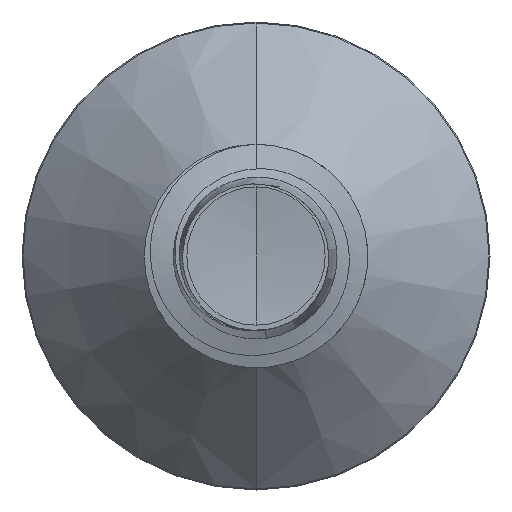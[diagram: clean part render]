
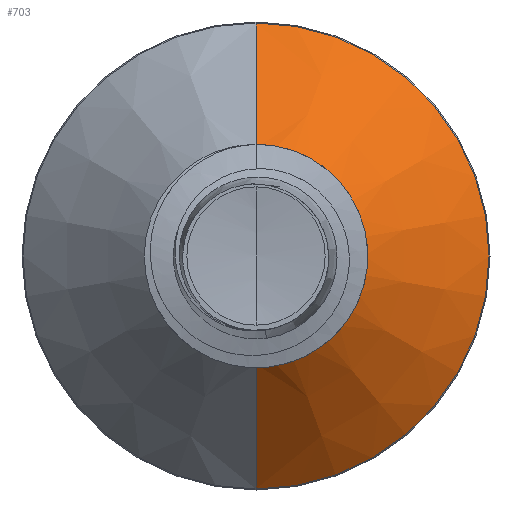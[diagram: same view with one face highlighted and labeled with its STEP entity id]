
A CAD part, front view. The second image highlights one B-rep face of the part: STEP entity #703.
In plain terms, the highlighted conical face has half-angle 45 degrees and reference radius 0.775 mm.
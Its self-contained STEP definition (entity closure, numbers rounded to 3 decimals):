
#246 = CARTESIAN_POINT ( 'NONE',  ( 0., 1., 0.775 ) ) ;
#503 = VERTEX_POINT ( 'NONE', #246 ) ;
#636 = ORIENTED_EDGE ( 'NONE', *, *, #4420, .F. ) ;
#703 = ADVANCED_FACE ( 'NONE', ( #7077 ), #4831, .T. ) ;
#799 = CIRCLE ( 'NONE', #3333, 0.775 ) ;
#1048 = VECTOR ( 'NONE', #9600, 1000. ) ;
#1255 = VERTEX_POINT ( 'NONE', #2522 ) ;
#1831 = CARTESIAN_POINT ( 'NONE',  ( 0., 1., -0.775 ) ) ;
#2026 = VECTOR ( 'NONE', #2612, 1000. ) ;
#2062 = EDGE_CURVE ( 'NONE', #1255, #3190, #2885, .T. ) ;
#2399 = ORIENTED_EDGE ( 'NONE', *, *, #3712, .T. ) ;
#2522 = CARTESIAN_POINT ( 'NONE',  ( 0., 1.893, 1.668 ) ) ;
#2612 = DIRECTION ( 'NONE',  ( 0., 0.707, -0.707 ) ) ;
#2640 = DIRECTION ( 'NONE',  ( 0., 0., 1. ) ) ;
#2734 = CARTESIAN_POINT ( 'NONE',  ( 0., 1., 0.775 ) ) ;
#2858 = DIRECTION ( 'NONE',  ( 0., 1., 0. ) ) ;
#2885 = CIRCLE ( 'NONE', #5970, 1.668 ) ;
#2931 = ORIENTED_EDGE ( 'NONE', *, *, #4564, .T. ) ;
#3190 = VERTEX_POINT ( 'NONE', #7680 ) ;
#3333 = AXIS2_PLACEMENT_3D ( 'NONE', #7454, #2858, #8217 ) ;
#3374 = LINE ( 'NONE', #2734, #1048 ) ;
#3435 = DIRECTION ( 'NONE',  ( 0., 1., 0. ) ) ;
#3562 = EDGE_LOOP ( 'NONE', ( #2931, #2399, #3693, #636 ) ) ;
#3693 = ORIENTED_EDGE ( 'NONE', *, *, #2062, .F. ) ;
#3712 = EDGE_CURVE ( 'NONE', #9595, #3190, #4104, .T. ) ;
#4104 = LINE ( 'NONE', #1831, #2026 ) ;
#4420 = EDGE_CURVE ( 'NONE', #503, #1255, #3374, .T. ) ;
#4564 = EDGE_CURVE ( 'NONE', #503, #9595, #799, .T. ) ;
#4651 = CARTESIAN_POINT ( 'NONE',  ( 0., 1.893, 0. ) ) ;
#4784 = CARTESIAN_POINT ( 'NONE',  ( 0., 1., 0. ) ) ;
#4831 = CONICAL_SURFACE ( 'NONE', #7930, 0.775, 0.785 ) ;
#5409 = DIRECTION ( 'NONE',  ( 0., 0., 1. ) ) ;
#5970 = AXIS2_PLACEMENT_3D ( 'NONE', #4651, #9945, #5409 ) ;
#6070 = CARTESIAN_POINT ( 'NONE',  ( 0., 1., -0.775 ) ) ;
#7077 = FACE_OUTER_BOUND ( 'NONE', #3562, .T. ) ;
#7454 = CARTESIAN_POINT ( 'NONE',  ( 0., 1., 0. ) ) ;
#7680 = CARTESIAN_POINT ( 'NONE',  ( 0., 1.893, -1.668 ) ) ;
#7930 = AXIS2_PLACEMENT_3D ( 'NONE', #4784, #3435, #2640 ) ;
#8217 = DIRECTION ( 'NONE',  ( 0., 0., 1. ) ) ;
#9595 = VERTEX_POINT ( 'NONE', #6070 ) ;
#9600 = DIRECTION ( 'NONE',  ( 0., 0.707, 0.707 ) ) ;
#9945 = DIRECTION ( 'NONE',  ( 0., 1., 0. ) ) ;
